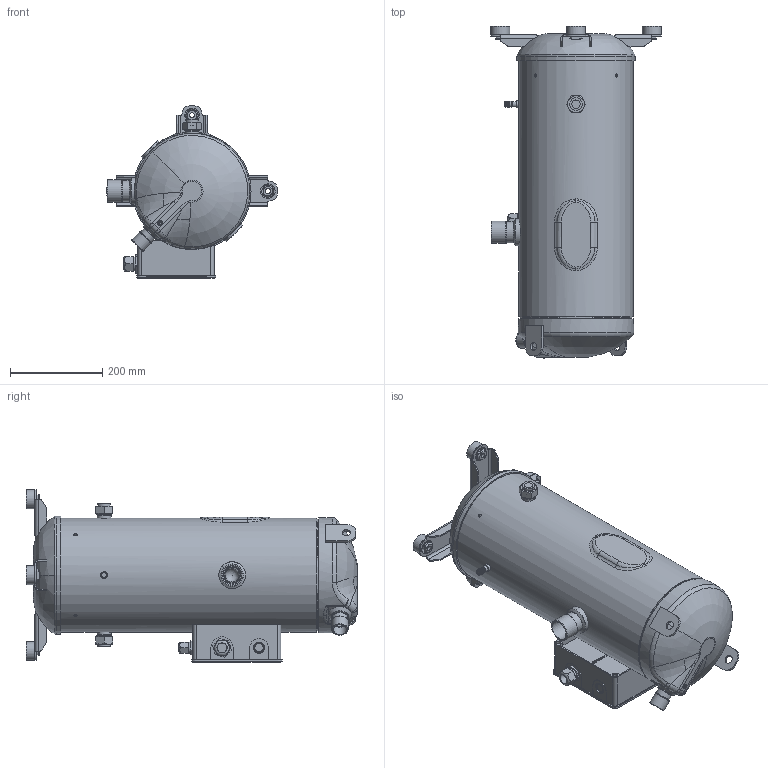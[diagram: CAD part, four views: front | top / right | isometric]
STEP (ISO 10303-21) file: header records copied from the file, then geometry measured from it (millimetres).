
FILE_DESCRIPTION(('TFLEX Exchange Step'),'2;1');
FILE_NAME('RCH250-380_B7 RCZ240-360_B7 RCD270-380_B7.stp', '2025-08-25T15:03:12+03:00',('RUCO3026'),('Unknown organisation'),'TFLEX Exchange 2024.6','T-FLEX CAD','Unknown authorisation');
FILE_SCHEMA( ('AUTOMOTIVE_DESIGN { 1 0 10303 214 1 1 1 1 }') );
Length unit declared in the file: millimetre
Products named in the file (1): 801-0006-10EN_ASM
Bounding box: 369.1 x 717.89 x 372.75 mm (x, y, z)
Volume: 3775060.1 mm3; surface area: 1768503.4 mm2
Topology: 32 solids, 39 shells, 3287 faces, 8908 edges, 5929 vertices
Faces by surface type: plane 1685, cylinder 751, bspline 454, torus 177, cone 150, sphere 42, extrusion 28
Full cylindrical faces by diameter (mm): 1 x1, 1.5 x1, 1.715 x2, 2.14 x2, 3 x5, 3.175 x6, 3.18 x4, 3.3 x8, 3.5 x2, 3.58 x2, 3.6 x4, 3.731 x1, 3.85 x4, 4 x7, 4.5 x1, 4.7 x3, 5 x7, 5.5 x4, 6 x4, 6.5 x4, 6.78 x2, 6.985 x3, 7 x8, 7.8 x1, 8 x4, 8.014 x3, 8.7 x1, 9.5 x1, 10 x6, 10.5 x2
Entity records: 146484 total; most frequent: CARTESIAN_POINT 65378, ORIENTED_EDGE 17784, DIRECTION 15579, EDGE_CURVE 8892, VERTEX_POINT 5929, AXIS2_PLACEMENT_3D 5422, VECTOR 4735, LINE 4707
